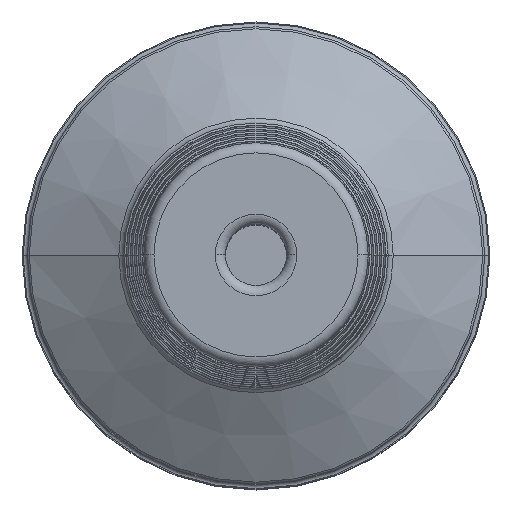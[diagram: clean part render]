
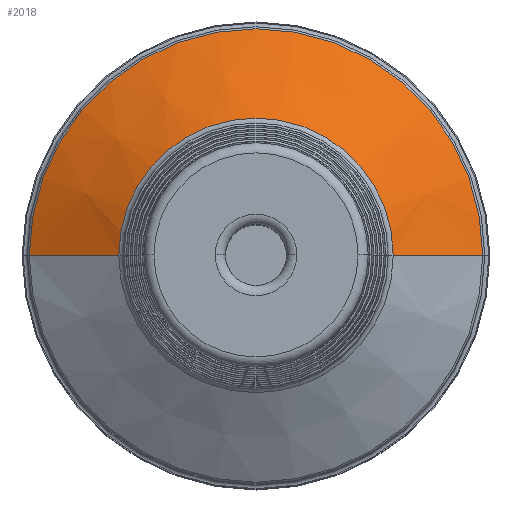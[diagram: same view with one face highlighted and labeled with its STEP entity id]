
A CAD part, top view. The second image highlights one B-rep face of the part: STEP entity #2018.
In plain terms, the highlighted conical face has half-angle 60 degrees and reference radius 17.9 mm.
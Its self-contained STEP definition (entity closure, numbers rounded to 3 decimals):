
#643=DIRECTION('',(-0.866,0.,0.5));
#644=VECTOR('',#643,10.161);
#645=CARTESIAN_POINT('',(22.3,0.,40.053));
#646=LINE('',#645,#644);
#658=DIRECTION('',(0.866,0.,0.5));
#659=VECTOR('',#658,10.161);
#660=CARTESIAN_POINT('',(-22.3,0.,40.053));
#661=LINE('',#660,#659);
#665=CARTESIAN_POINT('',(0.,0.,40.053));
#666=DIRECTION('',(0.,0.,1.));
#667=DIRECTION('',(1.,0.,0.));
#668=AXIS2_PLACEMENT_3D('',#665,#666,#667);
#673=CARTESIAN_POINT('',(0.,0.,45.134));
#674=DIRECTION('',(0.,0.,1.));
#675=DIRECTION('',(1.,0.,0.));
#676=AXIS2_PLACEMENT_3D('',#673,#674,#675);
#1255=CARTESIAN_POINT('',(22.3,0.,40.053));
#1256=CARTESIAN_POINT('',(13.5,0.,45.134));
#1257=VERTEX_POINT('',#1255);
#1258=VERTEX_POINT('',#1256);
#1265=CARTESIAN_POINT('',(-22.3,0.,40.053));
#1266=CARTESIAN_POINT('',(-13.5,0.,45.134));
#1267=VERTEX_POINT('',#1265);
#1268=VERTEX_POINT('',#1266);
#2006=CARTESIAN_POINT('',(0.,0.,42.594));
#2007=DIRECTION('',(0.,0.,-1.));
#2008=DIRECTION('',(1.,0.,0.));
#2009=AXIS2_PLACEMENT_3D('',#2006,#2007,#2008);
#2010=CONICAL_SURFACE('',#2009,17.9,60.);
#2011=ORIENTED_EDGE('',*,*,#1996,.T.);
#2013=ORIENTED_EDGE('',*,*,#2012,.T.);
#2014=ORIENTED_EDGE('',*,*,#1999,.F.);
#2015=ORIENTED_EDGE('',*,*,#1970,.F.);
#2016=EDGE_LOOP('',(#2011,#2013,#2014,#2015));
#2017=FACE_OUTER_BOUND('',#2016,.F.);
#2018=ADVANCED_FACE('',(#2017),#2010,.T.);
#669=CIRCLE('',#668,22.3);
#677=CIRCLE('',#676,13.5);
#1970=EDGE_CURVE('',#1257,#1267,#669,.T.);
#1996=EDGE_CURVE('',#1257,#1258,#646,.T.);
#1999=EDGE_CURVE('',#1267,#1268,#661,.T.);
#2012=EDGE_CURVE('',#1258,#1268,#677,.T.);
